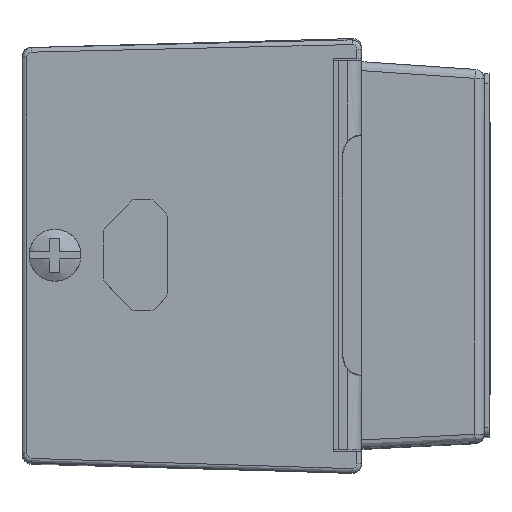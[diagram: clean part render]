
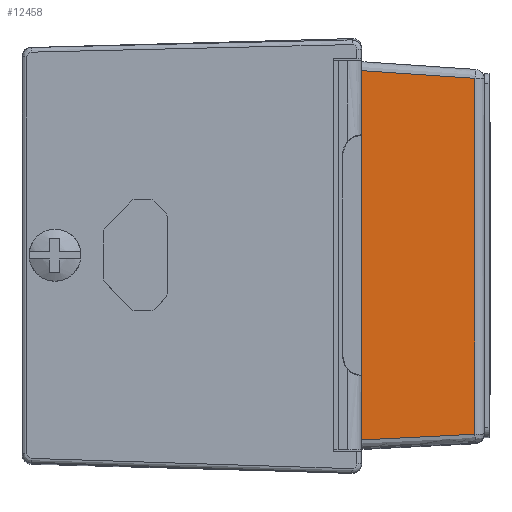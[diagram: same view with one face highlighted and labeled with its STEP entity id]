
A CAD part, top view. The second image highlights one B-rep face of the part: STEP entity #12458.
In plain terms, the highlighted free-form (B-spline) face has degree [1, 1] with [2, 2] control points.
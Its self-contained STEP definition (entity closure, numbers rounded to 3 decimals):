
#10757=CARTESIAN_POINT('',(18.,12.75,37.1));
#10758=VERTEX_POINT('',#10757);
#10764=CARTESIAN_POINT('',(18.,19.574,37.1));
#10765=VERTEX_POINT('',#10764);
#10766=CARTESIAN_POINT('',(18.,12.75,37.1));
#10767=CARTESIAN_POINT('',(18.,19.574,37.1));
#10768=B_SPLINE_CURVE_WITH_KNOTS('',1,(#10766,#10767),.POLYLINE_FORM.,.F.,.U.,(2,2),(0.,1.),.UNSPECIFIED.);
#10769=EDGE_CURVE('',#10758,#10765,#10768,.T.);
#10822=CARTESIAN_POINT('',(18.,-19.566,37.1));
#10823=VERTEX_POINT('',#10822);
#10832=CARTESIAN_POINT('',(18.,-12.75,37.1));
#10833=VERTEX_POINT('',#10832);
#10834=CARTESIAN_POINT('',(18.,-19.566,37.1));
#10835=CARTESIAN_POINT('',(18.,-12.75,37.1));
#10836=B_SPLINE_CURVE_WITH_KNOTS('',1,(#10834,#10835),.POLYLINE_FORM.,.F.,.U.,(2,2),(0.,1.),.UNSPECIFIED.);
#10837=EDGE_CURVE('',#10823,#10833,#10836,.T.);
#12420=CARTESIAN_POINT('',(18.,-12.75,37.1));
#12421=CARTESIAN_POINT('',(18.,12.75,37.1));
#12422=B_SPLINE_CURVE_WITH_KNOTS('',1,(#12420,#12421),.POLYLINE_FORM.,.F.,.U.,(2,2),(0.,1.),.UNSPECIFIED.);
#12423=EDGE_CURVE('',#10833,#10758,#12422,.T.);
#12429=CARTESIAN_POINT('',(64.939,64.939,37.1));
#12430=CARTESIAN_POINT('',(64.939,-64.939,37.1));
#12431=CARTESIAN_POINT('',(-64.939,64.939,37.1));
#12432=CARTESIAN_POINT('',(-64.939,-64.939,37.1));
#12433=B_SPLINE_SURFACE_WITH_KNOTS('',1,1,((#12429,#12430),(#12431,#12432)),.PLANE_SURF.,.F.,.F.,.U.,(2,2),(2,2),(0.,1.),(0.,1.),.UNSPECIFIED.);
#12434=ORIENTED_EDGE('',*,*,#10769,.F.);
#12435=ORIENTED_EDGE('',*,*,#12423,.F.);
#12436=ORIENTED_EDGE('',*,*,#10837,.F.);
#12437=CARTESIAN_POINT('',(30.,-18.962,37.1));
#12438=VERTEX_POINT('',#12437);
#12439=CARTESIAN_POINT('',(18.,-19.566,37.1));
#12440=CARTESIAN_POINT('',(30.,-18.962,37.1));
#12441=B_SPLINE_CURVE_WITH_KNOTS('',1,(#12439,#12440),.POLYLINE_FORM.,.F.,.U.,(2,2),(0.,1.),.UNSPECIFIED.);
#12442=EDGE_CURVE('',#10823,#12438,#12441,.T.);
#12443=ORIENTED_EDGE('',*,*,#12442,.T.);
#12444=CARTESIAN_POINT('',(30.,18.76,37.1));
#12445=VERTEX_POINT('',#12444);
#12446=CARTESIAN_POINT('',(30.,-18.962,37.1));
#12447=CARTESIAN_POINT('',(30.,18.76,37.1));
#12448=B_SPLINE_CURVE_WITH_KNOTS('',1,(#12446,#12447),.POLYLINE_FORM.,.F.,.U.,(2,2),(0.,1.),.UNSPECIFIED.);
#12449=EDGE_CURVE('',#12438,#12445,#12448,.T.);
#12450=ORIENTED_EDGE('',*,*,#12449,.T.);
#12451=CARTESIAN_POINT('',(30.,18.76,37.1));
#12452=CARTESIAN_POINT('',(18.,19.574,37.1));
#12453=B_SPLINE_CURVE_WITH_KNOTS('',1,(#12451,#12452),.POLYLINE_FORM.,.F.,.U.,(2,2),(0.,1.),.UNSPECIFIED.);
#12454=EDGE_CURVE('',#12445,#10765,#12453,.T.);
#12455=ORIENTED_EDGE('',*,*,#12454,.T.);
#12456=EDGE_LOOP('',(#12434,#12435,#12436,#12443,#12450,#12455));
#12457=FACE_OUTER_BOUND('',#12456,.T.);
#12458=ADVANCED_FACE('',(#12457),#12433,.T.);
